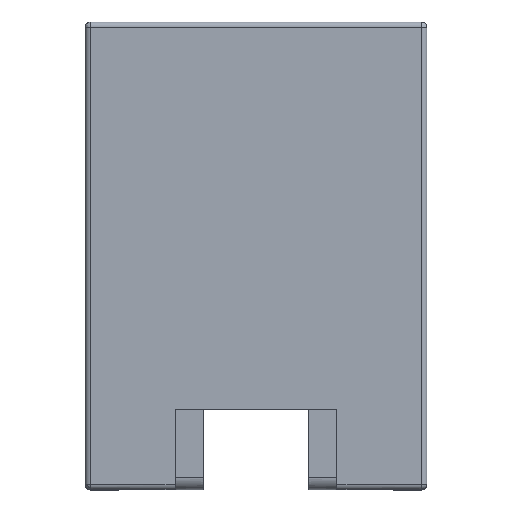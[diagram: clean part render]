
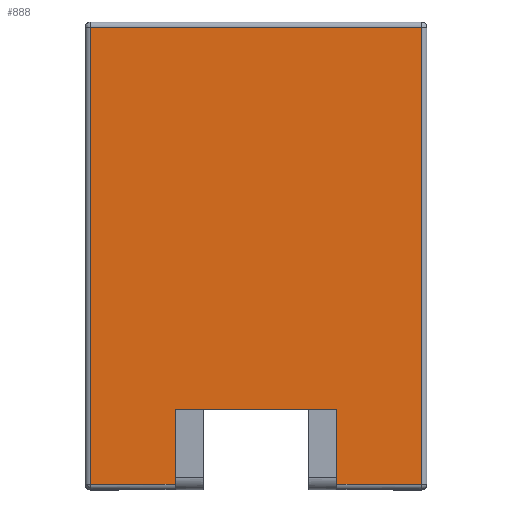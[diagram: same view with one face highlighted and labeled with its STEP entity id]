
A CAD part, top view. The second image highlights one B-rep face of the part: STEP entity #888.
In plain terms, the highlighted planar face has unit normal (0, 0, 1).
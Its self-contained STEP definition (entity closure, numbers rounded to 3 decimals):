
#5 = VERTEX_POINT ( 'NONE', #593 ) ;
#104 = CARTESIAN_POINT ( 'NONE',  ( -0.344, -12.538, 11.5 ) ) ;
#135 = ORIENTED_EDGE ( 'NONE', *, *, #2204, .T. ) ;
#164 = CARTESIAN_POINT ( 'NONE',  ( -0.344, -3.638, 11.5 ) ) ;
#181 = VERTEX_POINT ( 'NONE', #3239 ) ;
#239 = CARTESIAN_POINT ( 'NONE',  ( -6.644, -3.638, 11.5 ) ) ;
#268 = LINE ( 'NONE', #164, #3302 ) ;
#280 = LINE ( 'NONE', #1717, #1053 ) ;
#368 = EDGE_CURVE ( 'NONE', #541, #1273, #2891, .T. ) ;
#393 = CARTESIAN_POINT ( 'NONE',  ( -9.944, 5.262, 11.5 ) ) ;
#433 = EDGE_CURVE ( 'NONE', #3179, #840, #638, .T. ) ;
#501 = LINE ( 'NONE', #1213, #3541 ) ;
#538 = FACE_OUTER_BOUND ( 'NONE', #1250, .T. ) ;
#541 = VERTEX_POINT ( 'NONE', #2183 ) ;
#558 = ORIENTED_EDGE ( 'NONE', *, *, #2819, .T. ) ;
#570 = CARTESIAN_POINT ( 'NONE',  ( -6.644, -12.538, 11.5 ) ) ;
#593 = CARTESIAN_POINT ( 'NONE',  ( -0.344, -9.638, 11.5 ) ) ;
#594 = CARTESIAN_POINT ( 'NONE',  ( -3.494, 5.262, 11.5 ) ) ;
#638 = LINE ( 'NONE', #1295, #3492 ) ;
#840 = VERTEX_POINT ( 'NONE', #999 ) ;
#870 = DIRECTION ( 'NONE',  ( -1., 0., 0. ) ) ;
#888 = ADVANCED_FACE ( 'NONE', ( #538 ), #3659, .T. ) ;
#890 = EDGE_CURVE ( 'NONE', #5, #3179, #268, .T. ) ;
#897 = ORIENTED_EDGE ( 'NONE', *, *, #890, .T. ) ;
#999 = CARTESIAN_POINT ( 'NONE',  ( 2.956, -12.538, 11.5 ) ) ;
#1053 = VECTOR ( 'NONE', #3484, 1000. ) ;
#1188 = VECTOR ( 'NONE', #1852, 1000. ) ;
#1213 = CARTESIAN_POINT ( 'NONE',  ( -9.944, -3.638, 11.5 ) ) ;
#1250 = EDGE_LOOP ( 'NONE', ( #1478, #2556, #2327, #558, #3309, #897, #2172, #135 ) ) ;
#1273 = VERTEX_POINT ( 'NONE', #393 ) ;
#1280 = LINE ( 'NONE', #1556, #1188 ) ;
#1295 = CARTESIAN_POINT ( 'NONE',  ( -3.494, -12.538, 11.5 ) ) ;
#1329 = VECTOR ( 'NONE', #2001, 1000. ) ;
#1427 = LINE ( 'NONE', #239, #1329 ) ;
#1478 = ORIENTED_EDGE ( 'NONE', *, *, #368, .T. ) ;
#1556 = CARTESIAN_POINT ( 'NONE',  ( 2.956, -3.638, 11.5 ) ) ;
#1614 = DIRECTION ( 'NONE',  ( 0., 0., 1. ) ) ;
#1717 = CARTESIAN_POINT ( 'NONE',  ( -3.494, -12.538, 11.5 ) ) ;
#1852 = DIRECTION ( 'NONE',  ( 0., 1., 0. ) ) ;
#1911 = DIRECTION ( 'NONE',  ( 0., -1., 0. ) ) ;
#2001 = DIRECTION ( 'NONE',  ( 0., 1., 0. ) ) ;
#2047 = VERTEX_POINT ( 'NONE', #570 ) ;
#2138 = EDGE_CURVE ( 'NONE', #1273, #181, #501, .T. ) ;
#2159 = DIRECTION ( 'NONE',  ( 1., 0., 0. ) ) ;
#2172 = ORIENTED_EDGE ( 'NONE', *, *, #433, .T. ) ;
#2183 = CARTESIAN_POINT ( 'NONE',  ( 2.956, 5.262, 11.5 ) ) ;
#2204 = EDGE_CURVE ( 'NONE', #840, #541, #1280, .T. ) ;
#2327 = ORIENTED_EDGE ( 'NONE', *, *, #2864, .T. ) ;
#2470 = VECTOR ( 'NONE', #3147, 1000. ) ;
#2556 = ORIENTED_EDGE ( 'NONE', *, *, #2138, .T. ) ;
#2715 = DIRECTION ( 'NONE',  ( 0., -1., 0. ) ) ;
#2734 = EDGE_CURVE ( 'NONE', #3738, #5, #3362, .T. ) ;
#2819 = EDGE_CURVE ( 'NONE', #2047, #3738, #1427, .T. ) ;
#2854 = CARTESIAN_POINT ( 'NONE',  ( -3.494, -9.638, 11.5 ) ) ;
#2864 = EDGE_CURVE ( 'NONE', #181, #2047, #280, .T. ) ;
#2871 = CARTESIAN_POINT ( 'NONE',  ( -6.644, -9.638, 11.5 ) ) ;
#2891 = LINE ( 'NONE', #594, #3671 ) ;
#2914 = AXIS2_PLACEMENT_3D ( 'NONE', #3377, #1614, #3673 ) ;
#3147 = DIRECTION ( 'NONE',  ( 1., 0., 0. ) ) ;
#3179 = VERTEX_POINT ( 'NONE', #104 ) ;
#3239 = CARTESIAN_POINT ( 'NONE',  ( -9.944, -12.538, 11.5 ) ) ;
#3302 = VECTOR ( 'NONE', #1911, 1000. ) ;
#3309 = ORIENTED_EDGE ( 'NONE', *, *, #2734, .T. ) ;
#3362 = LINE ( 'NONE', #2854, #2470 ) ;
#3377 = CARTESIAN_POINT ( 'NONE',  ( -3.494, -3.638, 11.5 ) ) ;
#3484 = DIRECTION ( 'NONE',  ( 1., 0., 0. ) ) ;
#3492 = VECTOR ( 'NONE', #2159, 1000. ) ;
#3541 = VECTOR ( 'NONE', #2715, 1000. ) ;
#3659 = PLANE ( 'NONE',  #2914 ) ;
#3671 = VECTOR ( 'NONE', #870, 1000. ) ;
#3673 = DIRECTION ( 'NONE',  ( 1., 0., 0. ) ) ;
#3738 = VERTEX_POINT ( 'NONE', #2871 ) ;
